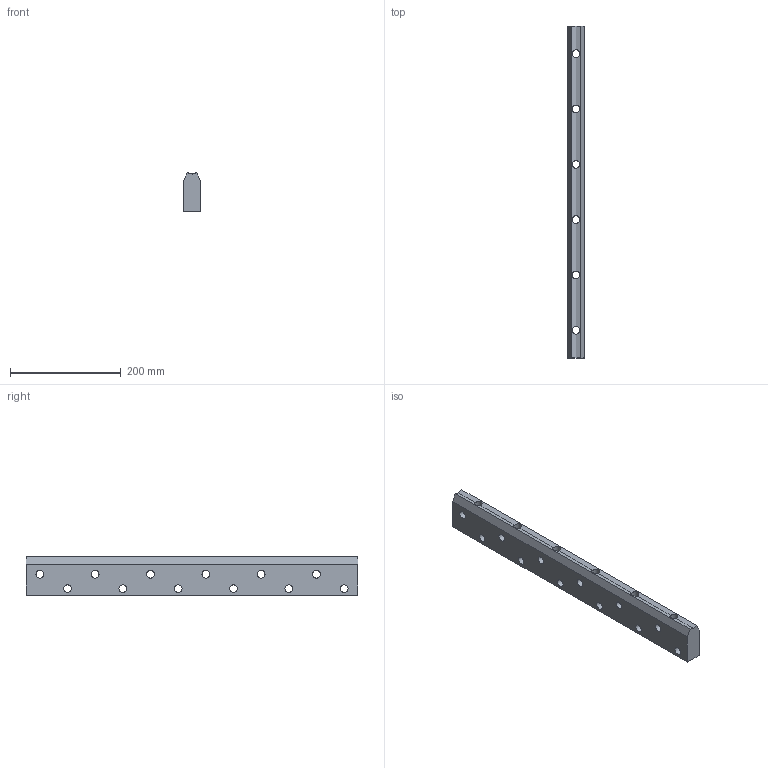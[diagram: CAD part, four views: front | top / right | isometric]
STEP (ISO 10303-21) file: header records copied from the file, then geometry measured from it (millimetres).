
FILE_DESCRIPTION( ( 'Unknown' ), '1' );
FILE_NAME( 'SWUFD-40.stp', 'Unknown', ( 'Unknown' ), ( 'Unknown' ), 'PSStep 13.0', 'Unknown', ' ' );
FILE_SCHEMA( ( 'AUTOMOTIVE_DESIGN { 1 0 10303 214 1 1 1 1 }' ) );
Length unit declared in the file: millimetre
Products named in the file (1): 1
Bounding box: 30 x 600 x 69.72 mm (x, y, z)
Volume: 1020002.4 mm3; surface area: 152142.1 mm2
Topology: 1 solids, 1 shells, 63 faces, 147 edges, 98 vertices
Faces by surface type: cylinder 36, plane 27
Full cylindrical faces by diameter (mm): 14 x18, 20 x18
Entity records: 2197 total; most frequent: DIRECTION 311, CARTESIAN_POINT 261, ORIENTED_EDGE 210, EDGE_LOOP 147, AXIS2_PLACEMENT_3D 142, EDGE_CURVE 105, FACE_OUTER_BOUND 99, VERTEX_POINT 92
